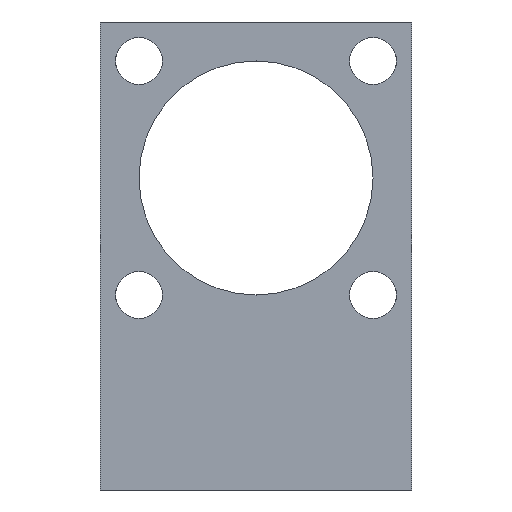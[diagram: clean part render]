
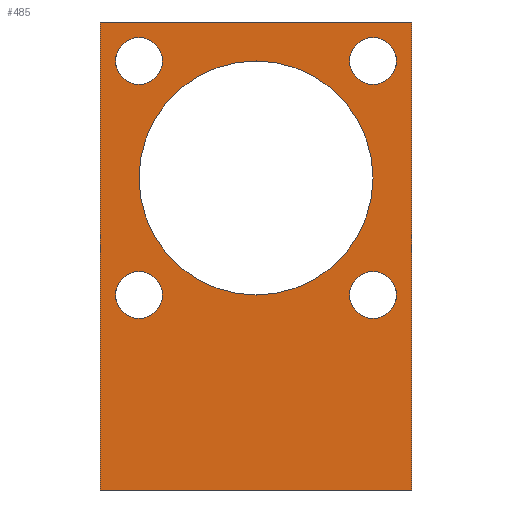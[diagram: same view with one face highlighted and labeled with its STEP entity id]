
A CAD part, left-side view. The second image highlights one B-rep face of the part: STEP entity #485.
In plain terms, the highlighted planar face has unit normal (-1, 0, 0).
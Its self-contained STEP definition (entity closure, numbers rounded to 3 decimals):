
#48=FACE_BOUND('',#157,.T.);
#49=FACE_BOUND('',#158,.T.);
#50=FACE_BOUND('',#159,.T.);
#51=FACE_BOUND('',#160,.T.);
#52=FACE_BOUND('',#161,.T.);
#95=CIRCLE('',#519,15.);
#96=CIRCLE('',#520,3.);
#97=CIRCLE('',#521,3.);
#98=CIRCLE('',#522,3.);
#99=CIRCLE('',#523,3.);
#125=FACE_OUTER_BOUND('',#156,.T.);
#156=EDGE_LOOP('',(#350,#351,#352,#353));
#157=EDGE_LOOP('',(#354));
#158=EDGE_LOOP('',(#355));
#159=EDGE_LOOP('',(#356));
#160=EDGE_LOOP('',(#357));
#161=EDGE_LOOP('',(#358));
#234=LINE('',#725,#246);
#235=LINE('',#727,#247);
#236=LINE('',#729,#248);
#237=LINE('',#730,#249);
#246=VECTOR('',#585,40.);
#247=VECTOR('',#586,60.);
#248=VECTOR('',#587,40.);
#249=VECTOR('',#588,60.);
#258=VERTEX_POINT('',#723);
#259=VERTEX_POINT('',#724);
#260=VERTEX_POINT('',#726);
#261=VERTEX_POINT('',#728);
#262=VERTEX_POINT('',#731);
#263=VERTEX_POINT('',#733);
#264=VERTEX_POINT('',#735);
#265=VERTEX_POINT('',#737);
#266=VERTEX_POINT('',#739);
#302=EDGE_CURVE('',#258,#259,#234,.T.);
#303=EDGE_CURVE('',#260,#258,#235,.T.);
#304=EDGE_CURVE('',#261,#260,#236,.T.);
#305=EDGE_CURVE('',#259,#261,#237,.T.);
#306=EDGE_CURVE('',#262,#262,#95,.T.);
#307=EDGE_CURVE('',#263,#263,#96,.T.);
#308=EDGE_CURVE('',#264,#264,#97,.T.);
#309=EDGE_CURVE('',#265,#265,#98,.T.);
#310=EDGE_CURVE('',#266,#266,#99,.T.);
#350=ORIENTED_EDGE('',*,*,#302,.F.);
#351=ORIENTED_EDGE('',*,*,#303,.F.);
#352=ORIENTED_EDGE('',*,*,#304,.F.);
#353=ORIENTED_EDGE('',*,*,#305,.F.);
#354=ORIENTED_EDGE('',*,*,#306,.F.);
#355=ORIENTED_EDGE('',*,*,#307,.F.);
#356=ORIENTED_EDGE('',*,*,#308,.F.);
#357=ORIENTED_EDGE('',*,*,#309,.F.);
#358=ORIENTED_EDGE('',*,*,#310,.F.);
#446=PLANE('',#518);
#485=ADVANCED_FACE('',(#125,#48,#49,#50,#51,#52),#446,.T.);
#518=AXIS2_PLACEMENT_3D('',#722,#583,#584);
#519=AXIS2_PLACEMENT_3D('',#732,#589,#590);
#520=AXIS2_PLACEMENT_3D('',#734,#591,#592);
#521=AXIS2_PLACEMENT_3D('',#736,#593,#594);
#522=AXIS2_PLACEMENT_3D('',#738,#595,#596);
#523=AXIS2_PLACEMENT_3D('',#740,#597,#598);
#583=DIRECTION('center_axis',(-1.,0.,0.));
#584=DIRECTION('ref_axis',(0.,0.,1.));
#585=DIRECTION('',(0.,1.,0.));
#586=DIRECTION('',(0.,0.,-1.));
#587=DIRECTION('',(0.,-1.,0.));
#588=DIRECTION('',(0.,0.,1.));
#589=DIRECTION('center_axis',(-1.,0.,0.));
#590=DIRECTION('ref_axis',(0.,0.,-1.));
#591=DIRECTION('center_axis',(-1.,0.,0.));
#592=DIRECTION('ref_axis',(0.,0.,-1.));
#593=DIRECTION('center_axis',(-1.,0.,0.));
#594=DIRECTION('ref_axis',(0.,0.,-1.));
#595=DIRECTION('center_axis',(-1.,0.,0.));
#596=DIRECTION('ref_axis',(0.,0.,-1.));
#597=DIRECTION('center_axis',(-1.,0.,0.));
#598=DIRECTION('ref_axis',(0.,0.,-1.));
#722=CARTESIAN_POINT('Origin',(23.007,35.156,-22.91));
#723=CARTESIAN_POINT('',(23.007,-4.844,-22.91));
#724=CARTESIAN_POINT('',(23.007,35.156,-22.91));
#725=CARTESIAN_POINT('',(23.007,-4.844,-22.91));
#726=CARTESIAN_POINT('',(23.007,-4.844,37.09));
#727=CARTESIAN_POINT('',(23.007,-4.844,37.09));
#728=CARTESIAN_POINT('',(23.007,35.156,37.09));
#729=CARTESIAN_POINT('',(23.007,35.156,37.09));
#730=CARTESIAN_POINT('',(23.007,35.156,-22.91));
#731=CARTESIAN_POINT('',(23.007,15.156,2.09));
#732=CARTESIAN_POINT('Origin',(23.007,15.156,17.09));
#733=CARTESIAN_POINT('',(23.007,0.156,-0.91));
#734=CARTESIAN_POINT('Origin',(23.007,0.156,2.09));
#735=CARTESIAN_POINT('',(23.007,30.156,-0.91));
#736=CARTESIAN_POINT('Origin',(23.007,30.156,2.09));
#737=CARTESIAN_POINT('',(23.007,30.156,29.09));
#738=CARTESIAN_POINT('Origin',(23.007,30.156,32.09));
#739=CARTESIAN_POINT('',(23.007,0.156,29.09));
#740=CARTESIAN_POINT('Origin',(23.007,0.156,32.09));
